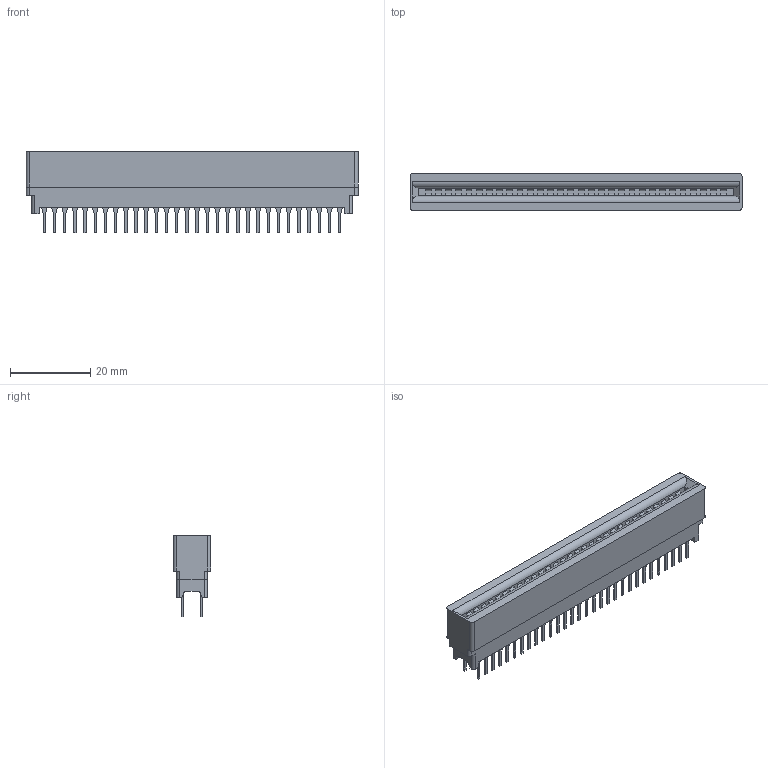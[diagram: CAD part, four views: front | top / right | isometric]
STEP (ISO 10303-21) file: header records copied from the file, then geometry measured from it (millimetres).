
FILE_DESCRIPTION((''),'2;1');
FILE_NAME('C-1-5530843-8','2019-02-26T08:28:29',('workeradm'),('TE Connectivity Ltd.'),'CREO PARAMETRIC BY PTC INC, 2018190','CREO PARAMETRIC BY PTC INC, 2018190','');
FILE_SCHEMA(('AUTOMOTIVE_DESIGN { 1 0 10303 214 1 1 1 1 }'));
Length unit declared in the file: millimetre
Products named in the file (1): C-1-5530843-8
Bounding box: 82.8 x 9.35 x 20.24 mm (x, y, z)
Volume: 9021.8 mm3; surface area: 6253 mm2
Topology: 1 solids, 1 shells, 688 faces, 1685 edges, 1122 vertices
Faces by surface type: plane 610, cylinder 78
Entity records: 20026 total; most frequent: CARTESIAN_POINT 3537, ORIENTED_EDGE 3370, DIRECTION 3209, EDGE_CURVE 1685, VECTOR 1529, LINE 1529, VERTEX_POINT 1122, AXIS2_PLACEMENT_3D 840
